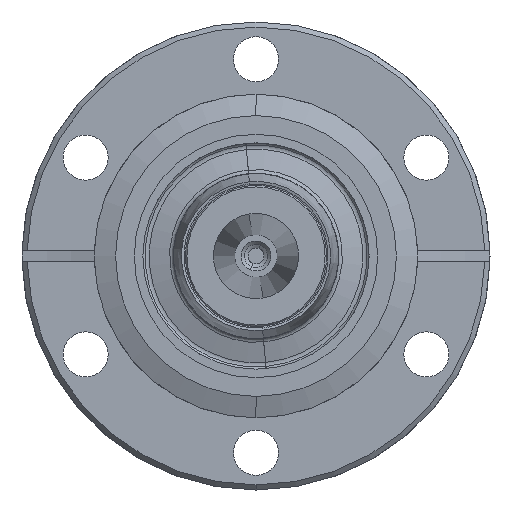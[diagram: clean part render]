
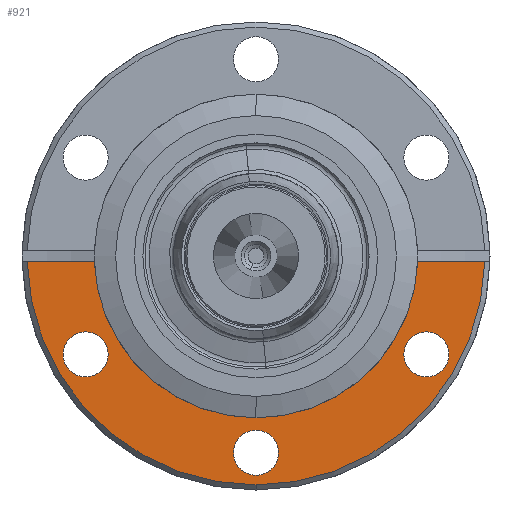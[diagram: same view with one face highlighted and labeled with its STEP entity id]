
A CAD part, front view. The second image highlights one B-rep face of the part: STEP entity #921.
In plain terms, the highlighted planar face has unit normal (0, -1, 0).
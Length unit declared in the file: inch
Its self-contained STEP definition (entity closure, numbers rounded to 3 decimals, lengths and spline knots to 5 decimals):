
#355 = ORIENTED_EDGE ( 'NONE', *, *, #709, .F. ) ;
#356 = ORIENTED_EDGE ( 'NONE', *, *, #3658, .F. ) ;
#357 = ORIENTED_EDGE ( 'NONE', *, *, #710, .F. ) ;
#358 = ORIENTED_EDGE ( 'NONE', *, *, #662, .F. ) ;
#359 = ORIENTED_EDGE ( 'NONE', *, *, #711, .F. ) ;
#360 = ORIENTED_EDGE ( 'NONE', *, *, #666, .F. ) ;
#361 = ORIENTED_EDGE ( 'NONE', *, *, #712, .F. ) ;
#362 = ORIENTED_EDGE ( 'NONE', *, *, #713, .T. ) ;
#363 = ORIENTED_EDGE ( 'NONE', *, *, #707, .T. ) ;
#365 = ORIENTED_EDGE ( 'NONE', *, *, #695, .T. ) ;
#366 = ORIENTED_EDGE ( 'NONE', *, *, #714, .F. ) ;
#367 = ORIENTED_EDGE ( 'NONE', *, *, #689, .F. ) ;
#503 = DIRECTION ( 'NONE',  ( 0., 0., 1. ) ) ;
#504 = DIRECTION ( 'NONE',  ( 0., -1., 0. ) ) ;
#507 = CARTESIAN_POINT ( 'NONE',  ( 0., 0.65226, -1.156 ) ) ;
#523 = DIRECTION ( 'NONE',  ( 0.866, 0., 0.5 ) ) ;
#524 = DIRECTION ( 'NONE',  ( 0., -1., 0. ) ) ;
#525 = CARTESIAN_POINT ( 'NONE',  ( -1.00113, 0.65226, -0.578 ) ) ;
#626 = AXIS2_PLACEMENT_3D ( 'NONE', #2784, #2777, #2787 ) ;
#662 = EDGE_CURVE ( 'NONE', #4142, #4160, #3162, .T. ) ;
#666 = EDGE_CURVE ( 'NONE', #4141, #4143, #3157, .T. ) ;
#689 = EDGE_CURVE ( 'NONE', #4163, #4165, #3125, .T. ) ;
#695 = EDGE_CURVE ( 'NONE', #4167, #4161, #3119, .T. ) ;
#707 = EDGE_CURVE ( 'NONE', #4166, #4167, #3102, .T. ) ;
#709 = EDGE_CURVE ( 'NONE', #2364, #2363, #3101, .T. ) ;
#710 = EDGE_CURVE ( 'NONE', #4160, #4142, #3099, .T. ) ;
#711 = EDGE_CURVE ( 'NONE', #4143, #4141, #3100, .T. ) ;
#712 = EDGE_CURVE ( 'NONE', #4162, #4163, #3097, .T. ) ;
#713 = EDGE_CURVE ( 'NONE', #4162, #4166, #3096, .T. ) ;
#714 = EDGE_CURVE ( 'NONE', #4165, #4161, #3095, .T. ) ;
#921 = ADVANCED_FACE ( 'NONE', ( #1729, #1730, #1727, #1731 ), #2786, .T. ) ;
#1633 = AXIS2_PLACEMENT_3D ( 'NONE', #2262, #2263, #2264 ) ;
#1634 = AXIS2_PLACEMENT_3D ( 'NONE', #2258, #2259, #2260 ) ;
#1635 = AXIS2_PLACEMENT_3D ( 'NONE', #2253, #2254, #2255 ) ;
#1636 = AXIS2_PLACEMENT_3D ( 'NONE', #2250, #2251, #2252 ) ;
#1637 = AXIS2_PLACEMENT_3D ( 'NONE', #3717, #3718, #3719 ) ;
#1647 = AXIS2_PLACEMENT_3D ( 'NONE', #3681, #3682, #3683 ) ;
#1649 = AXIS2_PLACEMENT_3D ( 'NONE', #4652, #4653, #4654 ) ;
#1659 = AXIS2_PLACEMENT_3D ( 'NONE', #507, #504, #503 ) ;
#1661 = AXIS2_PLACEMENT_3D ( 'NONE', #525, #524, #523 ) ;
#1727 = FACE_BOUND ( 'NONE', #4275, .T. ) ;
#1729 = FACE_BOUND ( 'NONE', #4265, .T. ) ;
#1730 = FACE_BOUND ( 'NONE', #4268, .T. ) ;
#1731 = FACE_OUTER_BOUND ( 'NONE', #4266, .T. ) ;
#2250 = CARTESIAN_POINT ( 'NONE',  ( 1.00113, 0.65226, -0.578 ) ) ;
#2251 = DIRECTION ( 'NONE',  ( 0., -1., 0. ) ) ;
#2252 = DIRECTION ( 'NONE',  ( -0.866, 0., 0.5 ) ) ;
#2253 = CARTESIAN_POINT ( 'NONE',  ( -1.00113, 0.65226, -0.578 ) ) ;
#2254 = DIRECTION ( 'NONE',  ( 0., -1., 0. ) ) ;
#2255 = DIRECTION ( 'NONE',  ( 0.866, 0., 0.5 ) ) ;
#2256 = CARTESIAN_POINT ( 'NONE',  ( 1.345, 0.65226, -0.031 ) ) ;
#2257 = DIRECTION ( 'NONE',  ( -1., 0., 0. ) ) ;
#2258 = CARTESIAN_POINT ( 'NONE',  ( 0., 0.65226, -1.156 ) ) ;
#2259 = DIRECTION ( 'NONE',  ( 0., -1., 0. ) ) ;
#2260 = DIRECTION ( 'NONE',  ( 0., 0., 1. ) ) ;
#2262 = CARTESIAN_POINT ( 'NONE',  ( 0., 0.65226, 0. ) ) ;
#2263 = DIRECTION ( 'NONE',  ( 0., -1., 0. ) ) ;
#2264 = DIRECTION ( 'NONE',  ( 0., 0., 1. ) ) ;
#2265 = CARTESIAN_POINT ( 'NONE',  ( 1.345, 0.65226, -0.031 ) ) ;
#2266 = DIRECTION ( 'NONE',  ( 1., 0., 0. ) ) ;
#2363 = VERTEX_POINT ( 'NONE', #4376 ) ;
#2364 = VERTEX_POINT ( 'NONE', #4378 ) ;
#2622 = AXIS2_PLACEMENT_3D ( 'NONE', #2863, #2864, #2865 ) ;
#2777 = DIRECTION ( 'NONE',  ( 0., -1., 0. ) ) ;
#2784 = CARTESIAN_POINT ( 'NONE',  ( 1.345, 0.65226, 0. ) ) ;
#2786 = PLANE ( 'NONE',  #626 ) ;
#2787 = DIRECTION ( 'NONE',  ( 0., 0., 1. ) ) ;
#2863 = CARTESIAN_POINT ( 'NONE',  ( 1.00113, 0.65226, -0.578 ) ) ;
#2864 = DIRECTION ( 'NONE',  ( 0., -1., 0. ) ) ;
#2865 = DIRECTION ( 'NONE',  ( -0.866, 0., 0.5 ) ) ;
#2892 = CARTESIAN_POINT ( 'NONE',  ( -1.00113, 0.65226, -0.7105 ) ) ;
#2905 = CARTESIAN_POINT ( 'NONE',  ( 0., 0.65226, -1.2885 ) ) ;
#2906 = CARTESIAN_POINT ( 'NONE',  ( 0., 0.65226, -1.0235 ) ) ;
#2922 = CARTESIAN_POINT ( 'NONE',  ( -1.00113, 0.65226, -0.4455 ) ) ;
#2923 = CARTESIAN_POINT ( 'NONE',  ( 1.34464, 0.65226, -0.031 ) ) ;
#2924 = CARTESIAN_POINT ( 'NONE',  ( -0.95049, 0.65226, -0.031 ) ) ;
#2925 = CARTESIAN_POINT ( 'NONE',  ( 0., 0.65226, -0.951 ) ) ;
#2927 = CARTESIAN_POINT ( 'NONE',  ( 0.95049, 0.65226, -0.031 ) ) ;
#2928 = CARTESIAN_POINT ( 'NONE',  ( -1.34464, 0.65226, -0.031 ) ) ;
#2929 = CARTESIAN_POINT ( 'NONE',  ( 0., 0.65226, -1.345 ) ) ;
#3092 = VECTOR ( 'NONE', #2266, 39.37008 ) ;
#3094 = VECTOR ( 'NONE', #2257, 39.37008 ) ;
#3095 = LINE ( 'NONE', #2265, #3092 ) ;
#3096 = LINE ( 'NONE', #2256, #3094 ) ;
#3097 = CIRCLE ( 'NONE', #1633, 0.951 ) ;
#3099 = CIRCLE ( 'NONE', #1635, 0.1325 ) ;
#3100 = CIRCLE ( 'NONE', #1634, 0.1325 ) ;
#3101 = CIRCLE ( 'NONE', #1636, 0.1325 ) ;
#3102 = CIRCLE ( 'NONE', #1637, 1.345 ) ;
#3119 = CIRCLE ( 'NONE', #1647, 1.345 ) ;
#3125 = CIRCLE ( 'NONE', #1649, 0.951 ) ;
#3157 = CIRCLE ( 'NONE', #1659, 0.1325 ) ;
#3162 = CIRCLE ( 'NONE', #1661, 0.1325 ) ;
#3658 = EDGE_CURVE ( 'NONE', #2363, #2364, #4969, .T. ) ;
#3681 = CARTESIAN_POINT ( 'NONE',  ( 0., 0.65226, 0. ) ) ;
#3682 = DIRECTION ( 'NONE',  ( 0., -1., 0. ) ) ;
#3683 = DIRECTION ( 'NONE',  ( 0., 0., 1. ) ) ;
#3717 = CARTESIAN_POINT ( 'NONE',  ( 0., 0.65226, 0. ) ) ;
#3718 = DIRECTION ( 'NONE',  ( 0., -1., 0. ) ) ;
#3719 = DIRECTION ( 'NONE',  ( 0., 0., 1. ) ) ;
#4141 = VERTEX_POINT ( 'NONE', #2905 ) ;
#4142 = VERTEX_POINT ( 'NONE', #2892 ) ;
#4143 = VERTEX_POINT ( 'NONE', #2906 ) ;
#4160 = VERTEX_POINT ( 'NONE', #2922 ) ;
#4161 = VERTEX_POINT ( 'NONE', #2923 ) ;
#4162 = VERTEX_POINT ( 'NONE', #2924 ) ;
#4163 = VERTEX_POINT ( 'NONE', #2925 ) ;
#4165 = VERTEX_POINT ( 'NONE', #2927 ) ;
#4166 = VERTEX_POINT ( 'NONE', #2928 ) ;
#4167 = VERTEX_POINT ( 'NONE', #2929 ) ;
#4265 = EDGE_LOOP ( 'NONE', ( #355, #356 ) ) ;
#4266 = EDGE_LOOP ( 'NONE', ( #361, #362, #363, #365, #366, #367 ) ) ;
#4268 = EDGE_LOOP ( 'NONE', ( #357, #358 ) ) ;
#4275 = EDGE_LOOP ( 'NONE', ( #359, #360 ) ) ;
#4376 = CARTESIAN_POINT ( 'NONE',  ( 1.00113, 0.65226, -0.7105 ) ) ;
#4378 = CARTESIAN_POINT ( 'NONE',  ( 1.00113, 0.65226, -0.4455 ) ) ;
#4652 = CARTESIAN_POINT ( 'NONE',  ( 0., 0.65226, 0. ) ) ;
#4653 = DIRECTION ( 'NONE',  ( 0., -1., 0. ) ) ;
#4654 = DIRECTION ( 'NONE',  ( 0., 0., 1. ) ) ;
#4969 = CIRCLE ( 'NONE', #2622, 0.1325 ) ;
